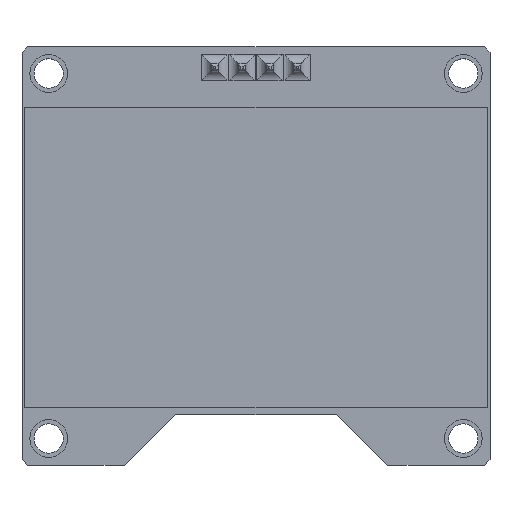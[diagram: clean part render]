
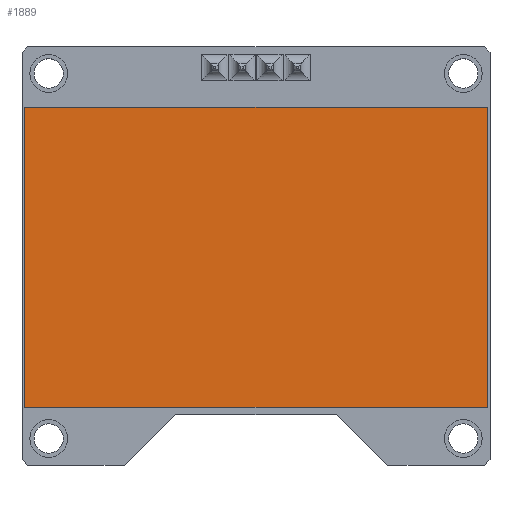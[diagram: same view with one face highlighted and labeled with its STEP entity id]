
A CAD part, top view. The second image highlights one B-rep face of the part: STEP entity #1889.
In plain terms, the highlighted planar face has unit normal (0, 0, 1).
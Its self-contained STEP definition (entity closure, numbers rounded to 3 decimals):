
#1777=CARTESIAN_POINT('',(20.98,13.487,3.073));
#1778=VERTEX_POINT('',#1777);
#1785=CARTESIAN_POINT('',(20.98,-13.716,3.073));
#1786=VERTEX_POINT('',#1785);
#1787=CARTESIAN_POINT('',(20.98,13.487,3.073));
#1788=DIRECTION('',(0.,-1.,0.));
#1789=VECTOR('',#1788,27.203);
#1790=LINE('',#1787,#1789);
#1791=EDGE_CURVE('',#1778,#1786,#1790,.T.);
#1816=CARTESIAN_POINT('',(-20.98,13.487,3.073));
#1817=VERTEX_POINT('',#1816);
#1824=CARTESIAN_POINT('',(-20.98,13.487,3.073));
#1825=DIRECTION('',(1.,0.,0.));
#1826=VECTOR('',#1825,41.961);
#1827=LINE('',#1824,#1826);
#1828=EDGE_CURVE('',#1817,#1778,#1827,.T.);
#1841=CARTESIAN_POINT('',(-20.98,-13.716,3.073));
#1842=VERTEX_POINT('',#1841);
#1849=CARTESIAN_POINT('',(-20.98,-13.716,3.073));
#1850=DIRECTION('',(0.,1.,0.));
#1851=VECTOR('',#1850,27.203);
#1852=LINE('',#1849,#1851);
#1853=EDGE_CURVE('',#1842,#1817,#1852,.T.);
#1867=CARTESIAN_POINT('',(20.98,-13.716,3.073));
#1868=DIRECTION('',(-1.,-0.,0.));
#1869=VECTOR('',#1868,41.961);
#1870=LINE('',#1867,#1869);
#1871=EDGE_CURVE('',#1786,#1842,#1870,.T.);
#1878=CARTESIAN_POINT('',(0.,0.,3.073));
#1879=DIRECTION('',(0.,0.,1.));
#1880=DIRECTION('',(1.,0.,0.));
#1881=AXIS2_PLACEMENT_3D('',#1878,#1879,#1880);
#1882=PLANE('',#1881);
#1883=ORIENTED_EDGE('',*,*,#1791,.F.);
#1884=ORIENTED_EDGE('',*,*,#1828,.F.);
#1885=ORIENTED_EDGE('',*,*,#1853,.F.);
#1886=ORIENTED_EDGE('',*,*,#1871,.F.);
#1887=EDGE_LOOP('',(#1883,#1884,#1885,#1886));
#1888=FACE_BOUND('',#1887,.T.);
#1889=ADVANCED_FACE('',(#1888),#1882,.T.);
